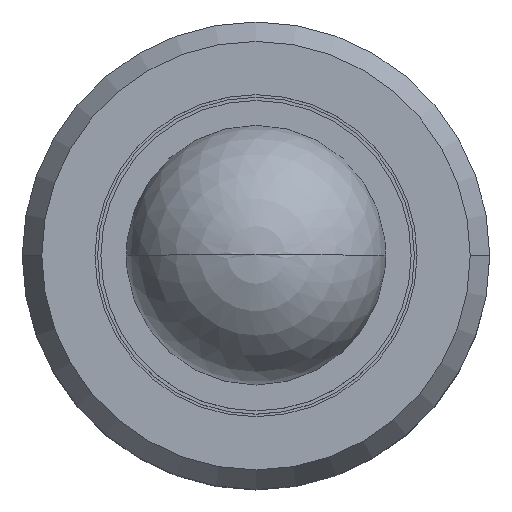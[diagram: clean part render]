
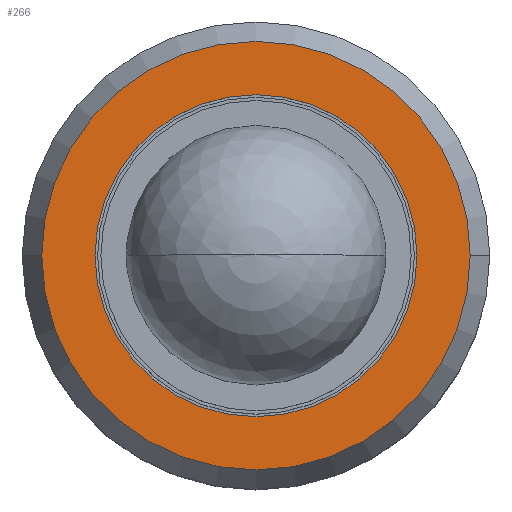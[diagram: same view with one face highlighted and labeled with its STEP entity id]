
A CAD part, top view. The second image highlights one B-rep face of the part: STEP entity #266.
In plain terms, the highlighted planar face has unit normal (0, 0, 1).
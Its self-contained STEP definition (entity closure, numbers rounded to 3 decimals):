
#182=VERTEX_POINT('',#454);
#188=VERTEX_POINT('',#462);
#208=EDGE_CURVE('',#342,#226,#487,.T.);
#226=VERTEX_POINT('',#507);
#228=EDGE_CURVE('',#226,#342,#509,.T.);
#266=ADVANCED_FACE('',(#549,#550),#551,.T.);
#286=EDGE_CURVE('',#188,#182,#573,.T.);
#324=EDGE_CURVE('',#182,#188,#616,.T.);
#342=VERTEX_POINT('',#635);
#454=CARTESIAN_POINT('',(-8.25,0.,0.));
#462=CARTESIAN_POINT('',(8.25,0.,0.));
#487=CIRCLE('',#792,6.2);
#507=CARTESIAN_POINT('',(-6.2,0.,0.));
#509=CIRCLE('',#823,6.2);
#549=FACE_BOUND('',#875,.T.);
#550=FACE_OUTER_BOUND('',#876,.T.);
#551=PLANE('',#877);
#573=CIRCLE('',#904,8.25);
#616=CIRCLE('',#964,8.25);
#635=CARTESIAN_POINT('',(6.2,0.,0.));
#792=AXIS2_PLACEMENT_3D('',#1157,#1158,#1159);
#823=AXIS2_PLACEMENT_3D('',#1190,#1191,#1192);
#875=EDGE_LOOP('',(#1231,#1232));
#876=EDGE_LOOP('',(#1233,#1234));
#877=AXIS2_PLACEMENT_3D('',#1235,#1236,#1237);
#904=AXIS2_PLACEMENT_3D('',#1261,#1262,#1263);
#964=AXIS2_PLACEMENT_3D('',#1326,#1327,#1328);
#1157=CARTESIAN_POINT('',(0.,0.,0.));
#1158=DIRECTION('',(0.0,0.0,1.0));
#1159=DIRECTION('',(-1.0,0.,0.0));
#1190=CARTESIAN_POINT('',(0.,0.,0.));
#1191=DIRECTION('',(0.0,0.0,1.0));
#1192=DIRECTION('',(-1.0,0.,0.0));
#1231=ORIENTED_EDGE('',*,*,#228,.F.);
#1232=ORIENTED_EDGE('',*,*,#208,.F.);
#1233=ORIENTED_EDGE('',*,*,#324,.T.);
#1234=ORIENTED_EDGE('',*,*,#286,.T.);
#1235=CARTESIAN_POINT('',(-7.225,0.,0.));
#1236=DIRECTION('',(0.0,0.0,1.0));
#1237=DIRECTION('',(-1.0,0.,0.0));
#1261=CARTESIAN_POINT('',(0.,0.,0.));
#1262=DIRECTION('',(0.0,0.0,1.0));
#1263=DIRECTION('',(-1.0,0.,0.0));
#1326=CARTESIAN_POINT('',(0.,0.,0.));
#1327=DIRECTION('',(0.0,0.0,1.0));
#1328=DIRECTION('',(-1.0,0.,0.0));
